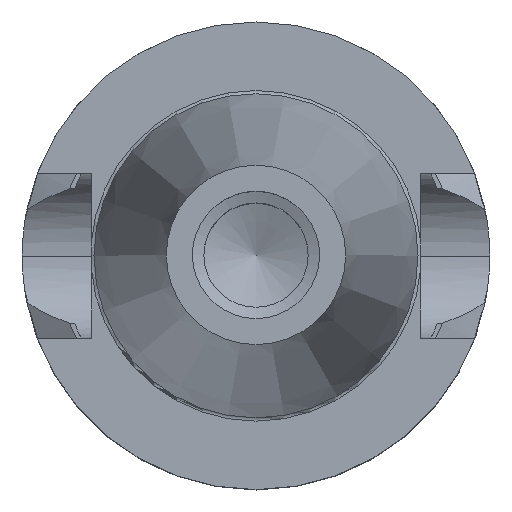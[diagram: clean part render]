
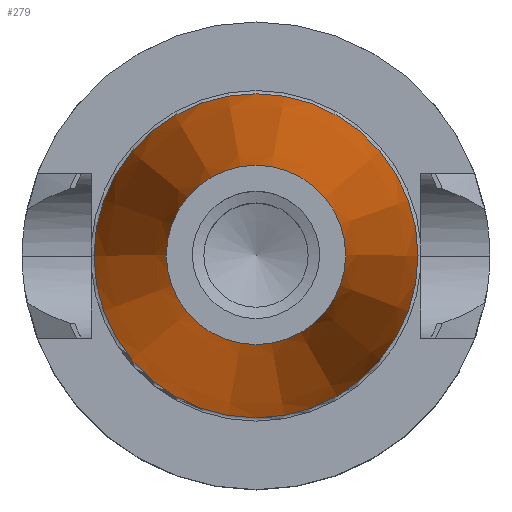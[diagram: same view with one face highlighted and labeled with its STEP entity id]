
A CAD part, top view. The second image highlights one B-rep face of the part: STEP entity #279.
In plain terms, the highlighted conical face has half-angle 8.298 degrees and reference radius 8.816 mm.
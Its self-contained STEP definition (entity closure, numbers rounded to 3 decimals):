
#254=CONICAL_SURFACE('',#1016,8.816,8.298);
#279=ADVANCED_FACE('',(#368,#369),#254,.T.);
#368=FACE_BOUND('',#435,.T.);
#369=FACE_BOUND('',#436,.T.);
#435=EDGE_LOOP('',(#555));
#436=EDGE_LOOP('',(#556));
#555=ORIENTED_EDGE('',*,*,#852,.T.);
#556=ORIENTED_EDGE('',*,*,#851,.F.);
#762=VERTEX_POINT('',#1471);
#763=VERTEX_POINT('',#1475);
#851=EDGE_CURVE('',#762,#762,#944,.T.);
#852=EDGE_CURVE('',#763,#763,#945,.T.);
#944=CIRCLE('',#1011,15.933);
#945=CIRCLE('',#1014,8.816);
#1011=AXIS2_PLACEMENT_3D('',#1470,#1171,#1172);
#1014=AXIS2_PLACEMENT_3D('',#1474,#1177,#1178);
#1016=AXIS2_PLACEMENT_3D('',#1477,#1181,#1182);
#1171=DIRECTION('',(0.0,0.0,-1.0));
#1172=DIRECTION('',(1.0,0.0,0.0));
#1177=DIRECTION('',(0.0,0.0,-1.0));
#1178=DIRECTION('',(1.0,0.0,0.0));
#1181=DIRECTION('',(0.0,0.0,-1.0));
#1182=DIRECTION('',(1.0,0.0,0.0));
#1470=CARTESIAN_POINT('',(0.0,0.0,-0.4));
#1471=CARTESIAN_POINT('',(15.933,0.0,-0.4));
#1474=CARTESIAN_POINT('',(0.0,0.0,48.4));
#1475=CARTESIAN_POINT('',(8.816,0.0,48.4));
#1477=CARTESIAN_POINT('',(0.0,0.0,48.4));
